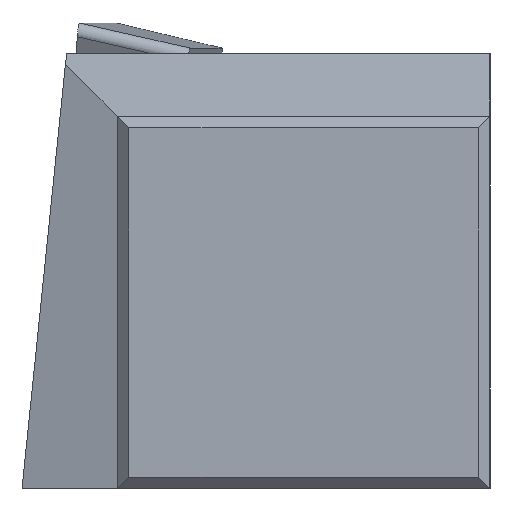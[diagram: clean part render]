
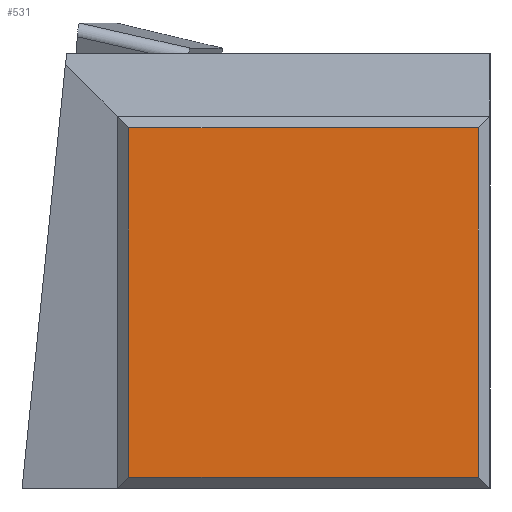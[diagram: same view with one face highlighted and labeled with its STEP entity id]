
A CAD part, left-side view. The second image highlights one B-rep face of the part: STEP entity #531.
In plain terms, the highlighted face is planar.
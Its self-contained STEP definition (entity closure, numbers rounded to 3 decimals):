
#111=DIRECTION('',(-1.,0.,0.));
#112=VECTOR('',#111,15.);
#113=CARTESIAN_POINT('',(15.5,15.5,0.));
#114=LINE('',#113,#112);
#118=DIRECTION('',(0.,1.,0.));
#119=VECTOR('',#118,15.);
#120=CARTESIAN_POINT('',(15.5,0.5,0.));
#121=LINE('',#120,#119);
#125=DIRECTION('',(1.,0.,0.));
#126=VECTOR('',#125,15.);
#127=CARTESIAN_POINT('',(0.5,0.5,0.));
#128=LINE('',#127,#126);
#132=DIRECTION('',(0.,-1.,0.));
#133=VECTOR('',#132,15.);
#134=CARTESIAN_POINT('',(0.5,15.5,0.));
#135=LINE('',#134,#133);
#488=CARTESIAN_POINT('',(15.5,15.5,0.));
#489=CARTESIAN_POINT('',(0.5,15.5,0.));
#490=VERTEX_POINT('',#488);
#491=VERTEX_POINT('',#489);
#492=CARTESIAN_POINT('',(0.5,0.5,0.));
#493=VERTEX_POINT('',#492);
#498=CARTESIAN_POINT('',(15.5,0.5,0.));
#499=VERTEX_POINT('',#498);
#516=CARTESIAN_POINT('',(0.,0.,0.));
#517=DIRECTION('',(0.,0.,-1.));
#518=DIRECTION('',(0.,1.,0.));
#519=AXIS2_PLACEMENT_3D('',#516,#517,#518);
#520=PLANE('',#519);
#522=ORIENTED_EDGE('',*,*,#521,.F.);
#524=ORIENTED_EDGE('',*,*,#523,.F.);
#526=ORIENTED_EDGE('',*,*,#525,.F.);
#528=ORIENTED_EDGE('',*,*,#527,.F.);
#529=EDGE_LOOP('',(#522,#524,#526,#528));
#530=FACE_OUTER_BOUND('',#529,.F.);
#521=EDGE_CURVE('',#490,#491,#114,.T.);
#523=EDGE_CURVE('',#499,#490,#121,.T.);
#525=EDGE_CURVE('',#493,#499,#128,.T.);
#527=EDGE_CURVE('',#491,#493,#135,.T.);
#531=ADVANCED_FACE('',(#530),#520,.F.);
